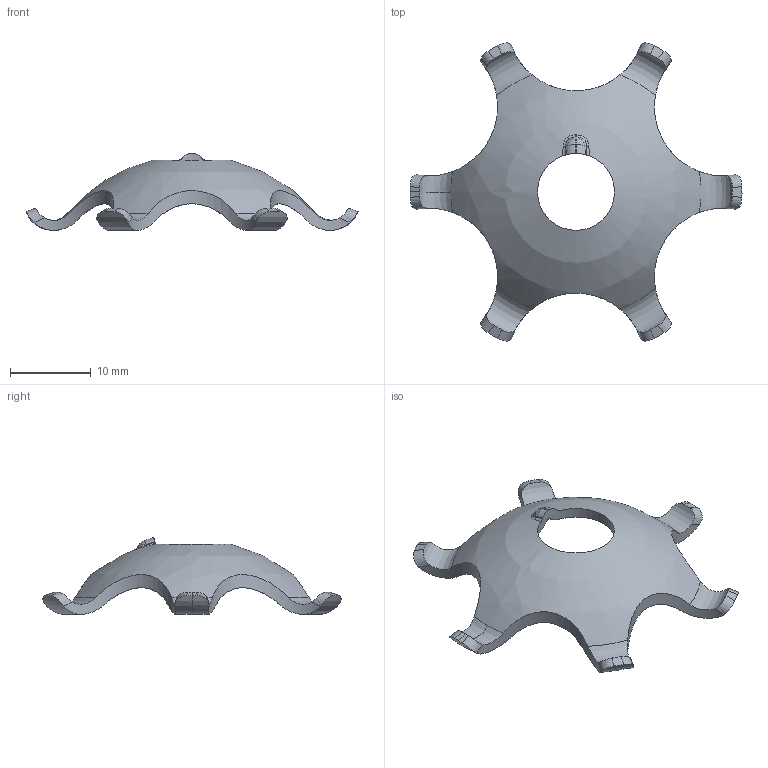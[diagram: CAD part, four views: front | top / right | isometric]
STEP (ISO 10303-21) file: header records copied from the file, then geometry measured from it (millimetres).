
FILE_DESCRIPTION(('FreeCAD Model'),'2;1');
FILE_NAME('Open CASCADE Shape Model','2022-03-09T16:09:30',('Author'),( ''),'Open CASCADE STEP processor 7.5','FreeCAD','Unknown');
FILE_SCHEMA(('AUTOMOTIVE_DESIGN { 1 0 10303 214 1 1 1 1 }'));
Length unit declared in the file: millimetre
Products named in the file (1): Body
Bounding box: 41 x 36.82 x 9.49 mm (x, y, z)
Volume: 994.7 mm3; surface area: 1859.3 mm2
Topology: 1 solids, 1 shells, 80 faces, 215 edges, 134 vertices
Faces by surface type: bspline 30, cylinder 17, revolution 14, cone 7, sphere 6, plane 6
Full cylindrical faces by diameter (mm): 9.5 x1
Entity records: 16481 total; most frequent: CARTESIAN_POINT 12918, DIRECTION 445, ORIENTED_EDGE 428, PCURVE 428, DEFINITIONAL_REPRESENTATION 428, B_SPLINE_CURVE_WITH_KNOTS 329, EDGE_CURVE 214, LINE 213
